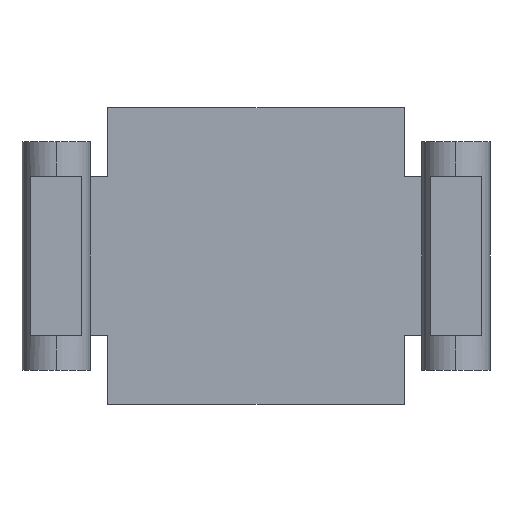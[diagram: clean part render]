
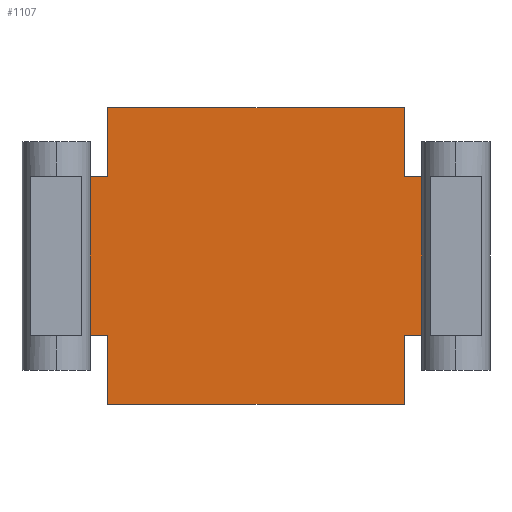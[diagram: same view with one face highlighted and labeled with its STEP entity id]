
A CAD part, front view. The second image highlights one B-rep face of the part: STEP entity #1107.
In plain terms, the highlighted face is planar.
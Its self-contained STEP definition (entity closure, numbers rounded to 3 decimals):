
#153=DIRECTION('',(0.,1.,0.));
#154=VECTOR('',#153,0.4);
#155=CARTESIAN_POINT('',(-10.434,98.946,1.4));
#156=LINE('',#155,#154);
#220=DIRECTION('',(0.,1.,0.));
#221=VECTOR('',#220,5.2);
#222=CARTESIAN_POINT('',(-10.434,99.346,-2.6));
#223=LINE('',#222,#221);
#227=DIRECTION('',(0.,0.,-1.));
#228=VECTOR('',#227,1.2);
#229=CARTESIAN_POINT('',(-10.434,99.346,-1.4));
#230=LINE('',#229,#228);
#234=DIRECTION('',(0.,1.,0.));
#235=VECTOR('',#234,0.4);
#236=CARTESIAN_POINT('',(-10.434,98.946,-1.4));
#237=LINE('',#236,#235);
#241=DIRECTION('',(0.,0.,-1.));
#242=VECTOR('',#241,2.8);
#243=CARTESIAN_POINT('',(-10.434,98.946,1.4));
#244=LINE('',#243,#242);
#248=DIRECTION('',(0.,0.,-1.));
#249=VECTOR('',#248,1.2);
#250=CARTESIAN_POINT('',(-10.434,99.346,2.6));
#251=LINE('',#250,#249);
#255=DIRECTION('',(0.,-1.,0.));
#256=VECTOR('',#255,5.2);
#257=CARTESIAN_POINT('',(-10.434,104.546,2.6));
#258=LINE('',#257,#256);
#262=DIRECTION('',(0.,0.,1.));
#263=VECTOR('',#262,1.2);
#264=CARTESIAN_POINT('',(-10.434,104.546,1.4));
#265=LINE('',#264,#263);
#269=DIRECTION('',(0.,0.,1.));
#270=VECTOR('',#269,2.8);
#271=CARTESIAN_POINT('',(-10.434,104.946,-1.4));
#272=LINE('',#271,#270);
#276=DIRECTION('',(0.,1.,0.));
#277=VECTOR('',#276,0.4);
#278=CARTESIAN_POINT('',(-10.434,104.546,-1.4));
#279=LINE('',#278,#277);
#283=DIRECTION('',(0.,0.,1.));
#284=VECTOR('',#283,1.2);
#285=CARTESIAN_POINT('',(-10.434,104.546,-2.6));
#286=LINE('',#285,#284);
#440=DIRECTION('',(0.,1.,0.));
#441=VECTOR('',#440,0.4);
#442=CARTESIAN_POINT('',(-10.434,104.546,1.4));
#443=LINE('',#442,#441);
#753=CARTESIAN_POINT('',(-10.434,99.346,1.4));
#754=VERTEX_POINT('',#753);
#755=CARTESIAN_POINT('',(-10.434,98.946,1.4));
#756=VERTEX_POINT('',#755);
#775=CARTESIAN_POINT('',(-10.434,104.546,-1.4));
#776=VERTEX_POINT('',#775);
#777=CARTESIAN_POINT('',(-10.434,104.946,-1.4));
#778=VERTEX_POINT('',#777);
#797=CARTESIAN_POINT('',(-10.434,104.546,1.4));
#798=VERTEX_POINT('',#797);
#799=CARTESIAN_POINT('',(-10.434,104.546,2.6));
#800=VERTEX_POINT('',#799);
#805=CARTESIAN_POINT('',(-10.434,99.346,-2.6));
#807=VERTEX_POINT('',#805);
#813=CARTESIAN_POINT('',(-10.434,99.346,-1.4));
#814=VERTEX_POINT('',#813);
#815=CARTESIAN_POINT('',(-10.434,99.346,2.6));
#816=VERTEX_POINT('',#815);
#843=CARTESIAN_POINT('',(-10.434,98.946,-1.4));
#844=VERTEX_POINT('',#843);
#845=CARTESIAN_POINT('',(-10.434,104.946,1.4));
#846=VERTEX_POINT('',#845);
#847=CARTESIAN_POINT('',(-10.434,104.546,-2.6));
#848=VERTEX_POINT('',#847);
#1079=CARTESIAN_POINT('',(-10.434,97.946,0.));
#1080=DIRECTION('',(1.,0.,0.));
#1081=DIRECTION('',(0.,-1.,0.));
#1082=AXIS2_PLACEMENT_3D('',#1079,#1080,#1081);
#1083=PLANE('',#1082);
#1085=ORIENTED_EDGE('',*,*,#1084,.F.);
#1086=ORIENTED_EDGE('',*,*,#1060,.F.);
#1087=ORIENTED_EDGE('',*,*,#1043,.F.);
#1089=ORIENTED_EDGE('',*,*,#1088,.F.);
#1090=ORIENTED_EDGE('',*,*,#991,.T.);
#1092=ORIENTED_EDGE('',*,*,#1091,.F.);
#1094=ORIENTED_EDGE('',*,*,#1093,.F.);
#1096=ORIENTED_EDGE('',*,*,#1095,.F.);
#1098=ORIENTED_EDGE('',*,*,#1097,.T.);
#1100=ORIENTED_EDGE('',*,*,#1099,.F.);
#1102=ORIENTED_EDGE('',*,*,#1101,.F.);
#1104=ORIENTED_EDGE('',*,*,#1103,.F.);
#1105=EDGE_LOOP('',(#1085,#1086,#1087,#1089,#1090,#1092,#1094,#1096,#1098,#1100,
#1102,#1104));
#1106=FACE_OUTER_BOUND('',#1105,.F.);
#991=EDGE_CURVE('',#756,#754,#156,.T.);
#1043=EDGE_CURVE('',#844,#814,#237,.T.);
#1060=EDGE_CURVE('',#814,#807,#230,.T.);
#1084=EDGE_CURVE('',#807,#848,#223,.T.);
#1088=EDGE_CURVE('',#756,#844,#244,.T.);
#1091=EDGE_CURVE('',#816,#754,#251,.T.);
#1093=EDGE_CURVE('',#800,#816,#258,.T.);
#1095=EDGE_CURVE('',#798,#800,#265,.T.);
#1097=EDGE_CURVE('',#798,#846,#443,.T.);
#1099=EDGE_CURVE('',#778,#846,#272,.T.);
#1101=EDGE_CURVE('',#776,#778,#279,.T.);
#1103=EDGE_CURVE('',#848,#776,#286,.T.);
#1107=ADVANCED_FACE('',(#1106),#1083,.T.);
